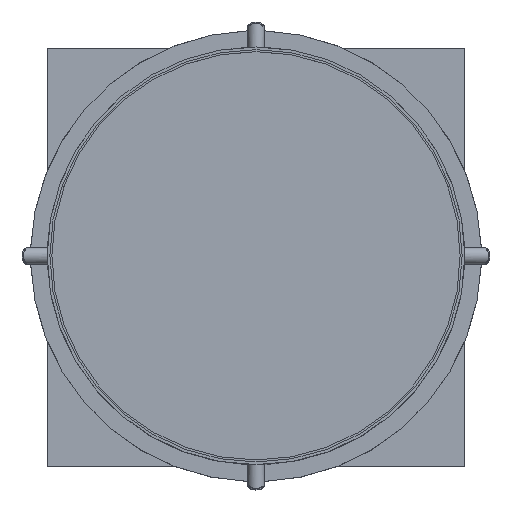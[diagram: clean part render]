
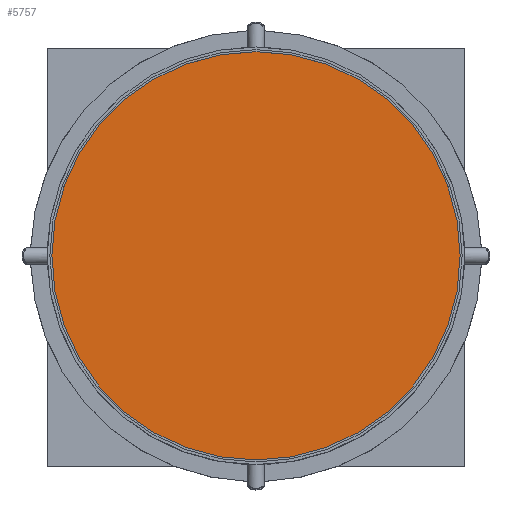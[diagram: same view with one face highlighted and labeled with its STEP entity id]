
A CAD part, top view. The second image highlights one B-rep face of the part: STEP entity #5757.
In plain terms, the highlighted planar face has unit normal (0, 0, 1).
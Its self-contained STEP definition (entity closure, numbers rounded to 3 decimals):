
#320=CIRCLE('',#6260,611.);
#541=PLANE('',#6259);
#820=FACE_OUTER_BOUND('',#1208,.T.);
#1208=EDGE_LOOP('',(#4696));
#2756=VERTEX_POINT('',#10401);
#3428=EDGE_CURVE('',#2756,#2756,#320,.T.);
#4696=ORIENTED_EDGE('',*,*,#3428,.T.);
#5757=ADVANCED_FACE('',(#820),#541,.T.);
#6259=AXIS2_PLACEMENT_3D('',#10400,#7394,#7395);
#6260=AXIS2_PLACEMENT_3D('',#10402,#7396,#7397);
#7394=DIRECTION('center_axis',(0.,0.,1.));
#7395=DIRECTION('ref_axis',(1.,0.,0.));
#7396=DIRECTION('center_axis',(0.,0.,1.));
#7397=DIRECTION('ref_axis',(-1.,0.,0.));
#10400=CARTESIAN_POINT('Origin',(0.,0.,550.));
#10401=CARTESIAN_POINT('',(611.,0.,550.));
#10402=CARTESIAN_POINT('Origin',(0.,0.,550.));
